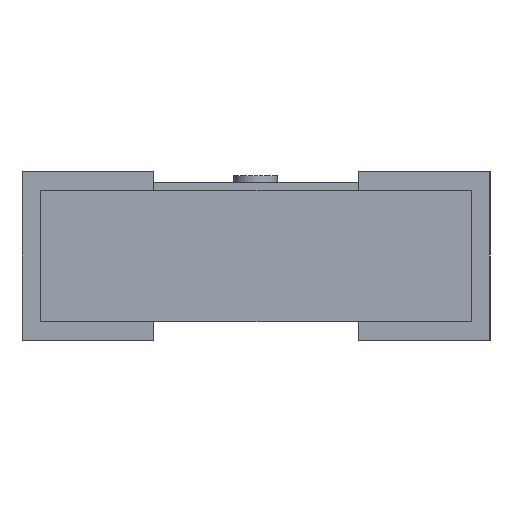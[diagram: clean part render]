
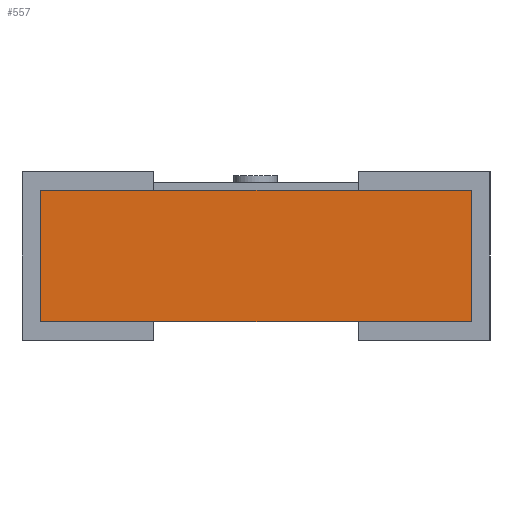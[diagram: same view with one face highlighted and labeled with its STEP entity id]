
A CAD part, left-side view. The second image highlights one B-rep face of the part: STEP entity #557.
In plain terms, the highlighted planar face has unit normal (-1, 0, 0).
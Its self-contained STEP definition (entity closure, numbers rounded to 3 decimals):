
#30=FACE_OUTER_BOUND('',#67,.T.);
#67=EDGE_LOOP('',(#376,#377,#378,#379));
#107=LINE('',#800,#179);
#108=LINE('',#803,#180);
#109=LINE('',#805,#181);
#110=LINE('',#806,#182);
#179=VECTOR('',#646,10.);
#180=VECTOR('',#649,10.);
#181=VECTOR('',#650,10.);
#182=VECTOR('',#651,10.);
#248=VERTEX_POINT('',#793);
#251=VERTEX_POINT('',#798);
#252=VERTEX_POINT('',#802);
#253=VERTEX_POINT('',#804);
#301=EDGE_CURVE('',#248,#251,#107,.F.);
#302=EDGE_CURVE('',#252,#248,#108,.T.);
#303=EDGE_CURVE('',#253,#251,#109,.T.);
#304=EDGE_CURVE('',#252,#253,#110,.T.);
#376=ORIENTED_EDGE('',*,*,#302,.T.);
#377=ORIENTED_EDGE('',*,*,#301,.T.);
#378=ORIENTED_EDGE('',*,*,#303,.F.);
#379=ORIENTED_EDGE('',*,*,#304,.F.);
#521=PLANE('',#601);
#557=ADVANCED_FACE('',(#30),#521,.T.);
#601=AXIS2_PLACEMENT_3D('',#801,#647,#648);
#646=DIRECTION('',(0.,0.,-1.));
#647=DIRECTION('center_axis',(-1.,0.,0.));
#648=DIRECTION('ref_axis',(0.,-1.,0.));
#649=DIRECTION('',(0.,-1.,0.));
#650=DIRECTION('',(0.,-1.,0.));
#651=DIRECTION('',(0.,0.,1.));
#793=CARTESIAN_POINT('',(-1.,-0.575,0.));
#798=CARTESIAN_POINT('',(-1.,-0.575,0.35));
#800=CARTESIAN_POINT('',(-1.,-0.575,0.));
#801=CARTESIAN_POINT('Origin',(-1.,0.625,0.));
#802=CARTESIAN_POINT('',(-1.,0.575,0.));
#803=CARTESIAN_POINT('',(-1.,0.625,0.));
#804=CARTESIAN_POINT('',(-1.,0.575,0.35));
#805=CARTESIAN_POINT('',(-1.,0.625,0.35));
#806=CARTESIAN_POINT('',(-1.,0.575,0.));
